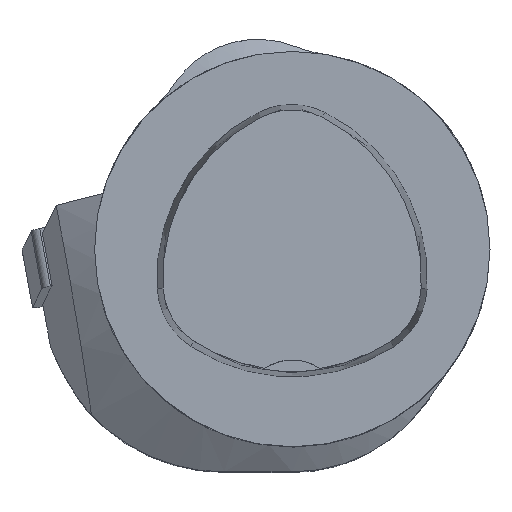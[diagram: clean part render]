
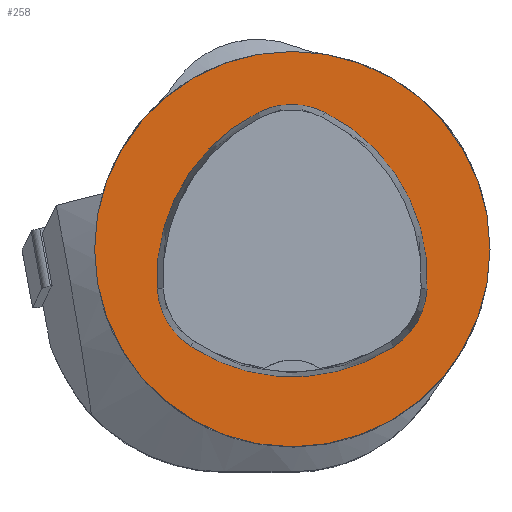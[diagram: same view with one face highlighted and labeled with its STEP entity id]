
A CAD part, top view. The second image highlights one B-rep face of the part: STEP entity #258.
In plain terms, the highlighted planar face has unit normal (0, 0, 1).
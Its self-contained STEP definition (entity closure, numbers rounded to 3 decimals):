
#258=ADVANCED_FACE('',(#527,#528),#319,.T.);
#319=PLANE('',#1520);
#527=FACE_BOUND('',#574,.T.);
#528=FACE_BOUND('',#575,.T.);
#574=EDGE_LOOP('',(#809,#810,#811,#812,#813,#814));
#575=EDGE_LOOP('',(#815));
#809=ORIENTED_EDGE('',*,*,#1243,.T.);
#810=ORIENTED_EDGE('',*,*,#1223,.T.);
#811=ORIENTED_EDGE('',*,*,#1227,.T.);
#812=ORIENTED_EDGE('',*,*,#1230,.T.);
#813=ORIENTED_EDGE('',*,*,#1233,.T.);
#814=ORIENTED_EDGE('',*,*,#1241,.T.);
#815=ORIENTED_EDGE('',*,*,#1214,.F.);
#1073=VERTEX_POINT('',#2322);
#1082=VERTEX_POINT('',#2341);
#1083=VERTEX_POINT('',#2342);
#1086=VERTEX_POINT('',#2350);
#1088=VERTEX_POINT('',#2356);
#1090=VERTEX_POINT('',#2362);
#1097=VERTEX_POINT('',#2383);
#1214=EDGE_CURVE('',#1073,#1073,#1321,.T.);
#1223=EDGE_CURVE('',#1082,#1083,#1322,.T.);
#1227=EDGE_CURVE('',#1083,#1086,#1324,.T.);
#1230=EDGE_CURVE('',#1086,#1088,#1326,.T.);
#1233=EDGE_CURVE('',#1088,#1090,#1328,.T.);
#1241=EDGE_CURVE('',#1090,#1097,#1332,.T.);
#1243=EDGE_CURVE('',#1097,#1082,#1334,.T.);
#1321=CIRCLE('',#1492,16.);
#1322=CIRCLE('',#1498,15.);
#1324=CIRCLE('',#1501,6.);
#1326=CIRCLE('',#1504,15.);
#1328=CIRCLE('',#1507,6.);
#1332=CIRCLE('',#1512,15.);
#1334=CIRCLE('',#1515,6.);
#1492=AXIS2_PLACEMENT_3D('',#2321,#1769,#1770);
#1498=AXIS2_PLACEMENT_3D('',#2340,#1785,#1786);
#1501=AXIS2_PLACEMENT_3D('',#2349,#1793,#1794);
#1504=AXIS2_PLACEMENT_3D('',#2355,#1800,#1801);
#1507=AXIS2_PLACEMENT_3D('',#2361,#1807,#1808);
#1512=AXIS2_PLACEMENT_3D('',#2384,#1819,#1820);
#1515=AXIS2_PLACEMENT_3D('',#2387,#1825,#1826);
#1520=AXIS2_PLACEMENT_3D('',#2392,#1835,#1836);
#1769=DIRECTION('',(0.,0.,-1.));
#1770=DIRECTION('',(-1.,0.,0.));
#1785=DIRECTION('',(0.,0.,-1.));
#1786=DIRECTION('',(-1.,0.,0.));
#1793=DIRECTION('',(0.,0.,-1.));
#1794=DIRECTION('',(-1.,0.,0.));
#1800=DIRECTION('',(0.,0.,-1.));
#1801=DIRECTION('',(-1.,0.,0.));
#1807=DIRECTION('',(0.,0.,-1.));
#1808=DIRECTION('',(-1.,0.,0.));
#1819=DIRECTION('',(0.,0.,-1.));
#1820=DIRECTION('',(-1.,0.,0.));
#1825=DIRECTION('',(0.,0.,-1.));
#1826=DIRECTION('',(-1.,0.,0.));
#1835=DIRECTION('',(0.,0.,1.));
#1836=DIRECTION('',(1.,0.,0.));
#2321=CARTESIAN_POINT('',(0.,0.,
0.));
#2322=CARTESIAN_POINT('',(-16.,0.,0.));
#2340=CARTESIAN_POINT('',(4.048,-2.316,0.));
#2341=CARTESIAN_POINT('',(-10.926,-3.206,0.));
#2342=CARTESIAN_POINT('',(-2.774,11.043,0.));
#2349=CARTESIAN_POINT('',(-0.045,5.7,0.));
#2350=CARTESIAN_POINT('',(2.638,11.066,0.));
#2355=CARTESIAN_POINT('',(-4.07,-2.35,0.));
#2356=CARTESIAN_POINT('',(10.903,-3.249,0.));
#2361=CARTESIAN_POINT('',(4.914,-2.889,0.));
#2362=CARTESIAN_POINT('',(8.177,-7.924,0.));
#2383=CARTESIAN_POINT('',(-8.24,-7.859,0.));
#2384=CARTESIAN_POINT('',(0.019,4.663,0.));
#2387=CARTESIAN_POINT('',(-4.936,-2.85,0.));
#2392=CARTESIAN_POINT('',(0.,0.,
0.));
